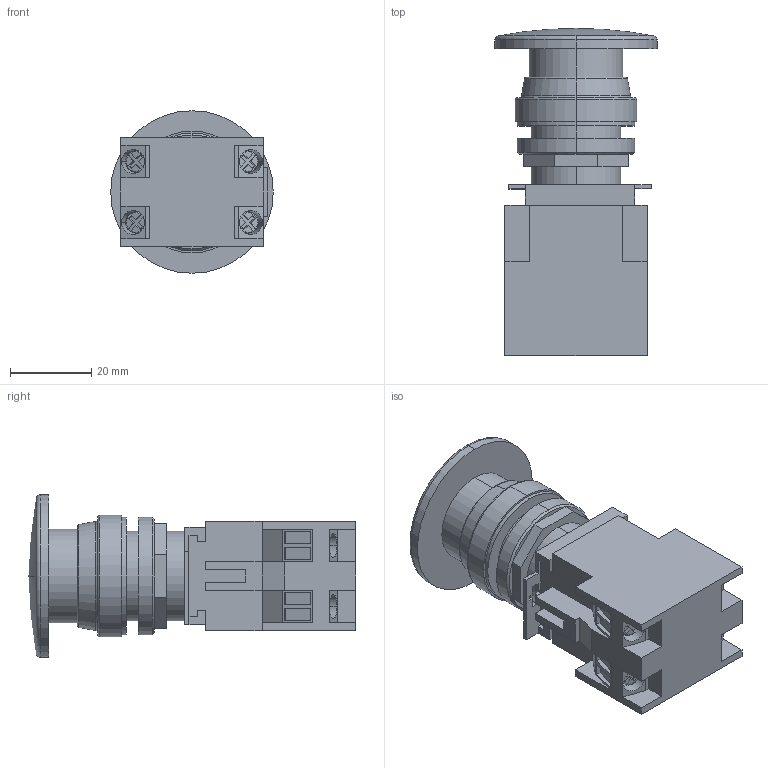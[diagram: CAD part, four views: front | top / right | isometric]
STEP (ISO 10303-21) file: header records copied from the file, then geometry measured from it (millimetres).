
FILE_DESCRIPTION(('FreeCAD Model'),'2;1');
FILE_NAME('Open CASCADE Shape Model','2023-08-10T15:40:38',(''),(''), 'Open CASCADE STEP processor 7.6','FreeCAD','Unknown');
FILE_SCHEMA(('AUTOMOTIVE_DESIGN { 1 0 10303 214 1 1 1 1 }'));
Length unit declared in the file: millimetre
Products named in the file (1): Botoeira Cogumelo de Acionamento Vermelha
Bounding box: 40 x 80.52 x 40 mm (x, y, z)
Volume: 54328.7 mm3; surface area: 14662.1 mm2
Topology: 1 solids, 1 shells, 293 faces, 783 edges, 515 vertices
Faces by surface type: plane 237, cylinder 22, torus 20, cone 12, sphere 2
Entity records: 9322 total; most frequent: CARTESIAN_POINT 1768, ORIENTED_EDGE 1566, DIRECTION 1449, EDGE_CURVE 783, LINE 609, VECTOR 609, VERTEX_POINT 515, AXIS2_PLACEMENT_3D 420
